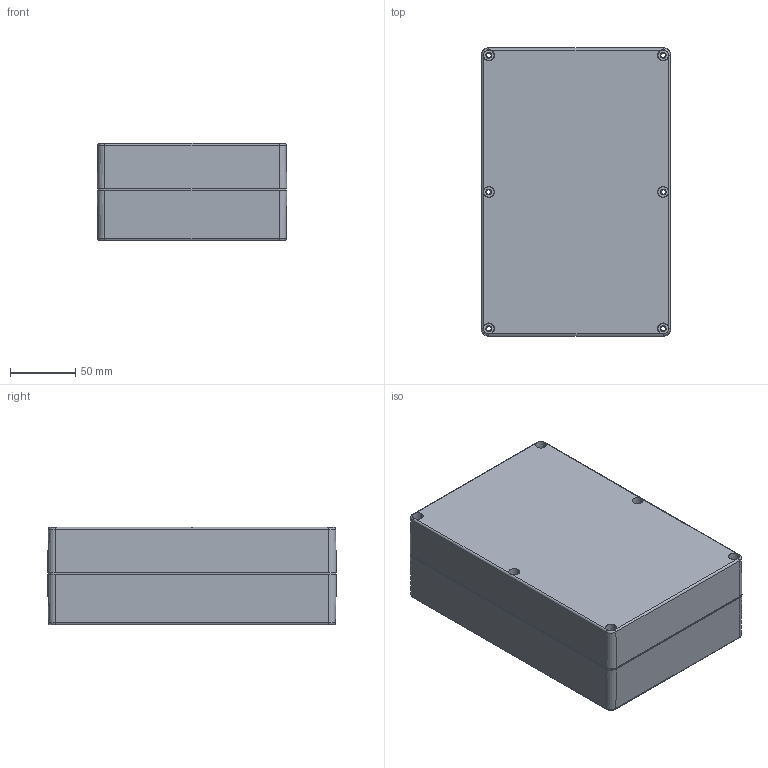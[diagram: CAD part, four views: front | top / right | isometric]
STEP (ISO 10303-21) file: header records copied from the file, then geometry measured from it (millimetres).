
FILE_DESCRIPTION (( 'STEP AP214' ), '1' );
FILE_NAME ('G232.STEP', '2009-09-09T02:16:43', ( 'NEF User' ), ( 'NEF User' ), 'SwSTEP 2.0', 'SolidWorks 2009', '' );
FILE_SCHEMA (( 'AUTOMOTIVE_DESIGN' ));
Length unit declared in the file: millimetre
Products named in the file (1): G232
Bounding box: 146 x 222 x 75 mm (x, y, z)
Volume: 357919.1 mm3; surface area: 259058.1 mm2
Topology: 2 solids, 2 shells, 712 faces, 1822 edges, 1136 vertices
Faces by surface type: plane 310, cylinder 204, cone 190, torus 8
Entity records: 21507 total; most frequent: CARTESIAN_POINT 3899, DIRECTION 3830, ORIENTED_EDGE 3572, EDGE_CURVE 1786, AXIS2_PLACEMENT_3D 1411, VERTEX_POINT 1136, LINE 1008, VECTOR 1008
